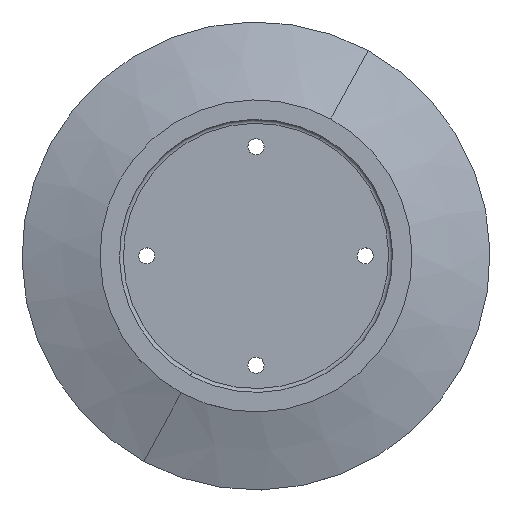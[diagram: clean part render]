
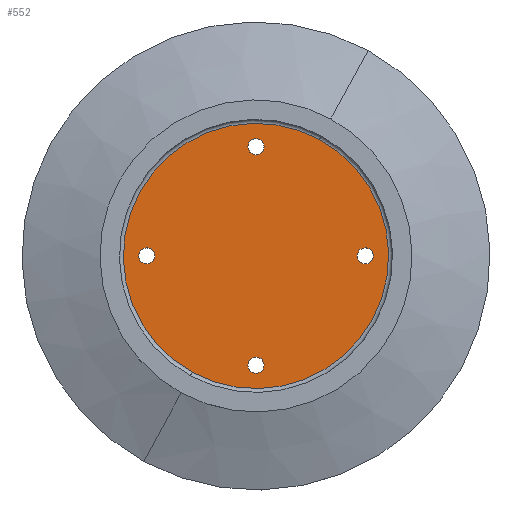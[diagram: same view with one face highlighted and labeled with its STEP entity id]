
A CAD part, top view. The second image highlights one B-rep face of the part: STEP entity #552.
In plain terms, the highlighted planar face has unit normal (0, 0, 1).
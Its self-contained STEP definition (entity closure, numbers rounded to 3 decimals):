
#63=CARTESIAN_POINT('Vertex',(-1.814,28.991,2.)) ;
#77=CARTESIAN_POINT('Vertex',(1.814,27.009,2.)) ;
#80=CARTESIAN_POINT('Axis2P3D Location',(0.,28.,2.)) ;
#97=CARTESIAN_POINT('Axis2P3D Location',(0.,28.,2.)) ;
#127=CARTESIAN_POINT('Vertex',(-16.3,-29.838,2.)) ;
#130=CARTESIAN_POINT('Axis2P3D Location',(0.,0.,2.)) ;
#134=CARTESIAN_POINT('Vertex',(16.3,29.838,2.)) ;
#159=CARTESIAN_POINT('Axis2P3D Location',(0.,0.,2.)) ;
#485=CARTESIAN_POINT('Axis2P3D Location',(0.,35.,2.)) ;
#498=CARTESIAN_POINT('Axis2P3D Location',(28.,0.,2.)) ;
#502=CARTESIAN_POINT('Vertex',(28.991,1.814,2.)) ;
#504=CARTESIAN_POINT('Vertex',(27.009,-1.814,2.)) ;
#507=CARTESIAN_POINT('Axis2P3D Location',(28.,0.,2.)) ;
#516=CARTESIAN_POINT('Axis2P3D Location',(0.,-28.,2.)) ;
#520=CARTESIAN_POINT('Vertex',(1.814,-28.991,2.)) ;
#522=CARTESIAN_POINT('Vertex',(-1.814,-27.009,2.)) ;
#525=CARTESIAN_POINT('Axis2P3D Location',(0.,-28.,2.)) ;
#534=CARTESIAN_POINT('Axis2P3D Location',(-28.,0.,2.)) ;
#538=CARTESIAN_POINT('Vertex',(-28.991,-1.814,2.)) ;
#540=CARTESIAN_POINT('Vertex',(-27.009,1.814,2.)) ;
#543=CARTESIAN_POINT('Axis2P3D Location',(-28.,0.,2.)) ;
#81=DIRECTION('Axis2P3D Direction',(0.,0.,-1.)) ;
#98=DIRECTION('Axis2P3D Direction',(0.,0.,-1.)) ;
#131=DIRECTION('Axis2P3D Direction',(0.,-0.,-1.)) ;
#160=DIRECTION('Axis2P3D Direction',(-0.,0.,-1.)) ;
#486=DIRECTION('Axis2P3D Direction',(0.,0.,-1.)) ;
#487=DIRECTION('Axis2P3D XDirection',(1.,0.,0.)) ;
#499=DIRECTION('Axis2P3D Direction',(0.,0.,-1.)) ;
#508=DIRECTION('Axis2P3D Direction',(0.,0.,-1.)) ;
#517=DIRECTION('Axis2P3D Direction',(0.,0.,-1.)) ;
#526=DIRECTION('Axis2P3D Direction',(0.,0.,-1.)) ;
#535=DIRECTION('Axis2P3D Direction',(0.,0.,-1.)) ;
#544=DIRECTION('Axis2P3D Direction',(0.,0.,-1.)) ;
#82=AXIS2_PLACEMENT_3D('Circle Axis2P3D',#80,#81,$) ;
#99=AXIS2_PLACEMENT_3D('Circle Axis2P3D',#97,#98,$) ;
#132=AXIS2_PLACEMENT_3D('Circle Axis2P3D',#130,#131,$) ;
#161=AXIS2_PLACEMENT_3D('Circle Axis2P3D',#159,#160,$) ;
#488=AXIS2_PLACEMENT_3D('Plane Axis2P3D',#485,#486,#487) ;
#500=AXIS2_PLACEMENT_3D('Circle Axis2P3D',#498,#499,$) ;
#509=AXIS2_PLACEMENT_3D('Circle Axis2P3D',#507,#508,$) ;
#518=AXIS2_PLACEMENT_3D('Circle Axis2P3D',#516,#517,$) ;
#527=AXIS2_PLACEMENT_3D('Circle Axis2P3D',#525,#526,$) ;
#536=AXIS2_PLACEMENT_3D('Circle Axis2P3D',#534,#535,$) ;
#545=AXIS2_PLACEMENT_3D('Circle Axis2P3D',#543,#544,$) ;
#491=ORIENTED_EDGE('',*,*,#163,.T.) ;
#492=ORIENTED_EDGE('',*,*,#136,.T.) ;
#495=ORIENTED_EDGE('',*,*,#84,.T.) ;
#496=ORIENTED_EDGE('',*,*,#101,.T.) ;
#513=ORIENTED_EDGE('',*,*,#506,.T.) ;
#514=ORIENTED_EDGE('',*,*,#511,.T.) ;
#531=ORIENTED_EDGE('',*,*,#524,.T.) ;
#532=ORIENTED_EDGE('',*,*,#529,.T.) ;
#549=ORIENTED_EDGE('',*,*,#542,.T.) ;
#550=ORIENTED_EDGE('',*,*,#547,.T.) ;
#497=FACE_BOUND('',#494,.T.) ;
#515=FACE_BOUND('',#512,.T.) ;
#533=FACE_BOUND('',#530,.T.) ;
#551=FACE_BOUND('',#548,.T.) ;
#552=ADVANCED_FACE('Hauptk\X2\00F6\X0\rper',(#493,#497,#515,#533,#551),#489,.F.) ;
#83=CIRCLE('generated circle',#82,2.067) ;
#100=CIRCLE('generated circle',#99,2.067) ;
#133=CIRCLE('generated circle',#132,34.) ;
#162=CIRCLE('generated circle',#161,34.) ;
#501=CIRCLE('generated circle',#500,2.067) ;
#510=CIRCLE('generated circle',#509,2.067) ;
#519=CIRCLE('generated circle',#518,2.067) ;
#528=CIRCLE('generated circle',#527,2.067) ;
#537=CIRCLE('generated circle',#536,2.067) ;
#546=CIRCLE('generated circle',#545,2.067) ;
#84=EDGE_CURVE('',#64,#78,#83,.T.) ;
#101=EDGE_CURVE('',#78,#64,#100,.T.) ;
#136=EDGE_CURVE('',#135,#128,#133,.F.) ;
#163=EDGE_CURVE('',#128,#135,#162,.F.) ;
#506=EDGE_CURVE('',#503,#505,#501,.T.) ;
#511=EDGE_CURVE('',#505,#503,#510,.T.) ;
#524=EDGE_CURVE('',#521,#523,#519,.T.) ;
#529=EDGE_CURVE('',#523,#521,#528,.T.) ;
#542=EDGE_CURVE('',#539,#541,#537,.T.) ;
#547=EDGE_CURVE('',#541,#539,#546,.T.) ;
#490=EDGE_LOOP('',(#491,#492)) ;
#494=EDGE_LOOP('',(#495,#496)) ;
#512=EDGE_LOOP('',(#513,#514)) ;
#530=EDGE_LOOP('',(#531,#532)) ;
#548=EDGE_LOOP('',(#549,#550)) ;
#493=FACE_OUTER_BOUND('',#490,.T.) ;
#489=PLANE('Plane',#488) ;
#64=VERTEX_POINT('',#63) ;
#78=VERTEX_POINT('',#77) ;
#128=VERTEX_POINT('',#127) ;
#135=VERTEX_POINT('',#134) ;
#503=VERTEX_POINT('',#502) ;
#505=VERTEX_POINT('',#504) ;
#521=VERTEX_POINT('',#520) ;
#523=VERTEX_POINT('',#522) ;
#539=VERTEX_POINT('',#538) ;
#541=VERTEX_POINT('',#540) ;
